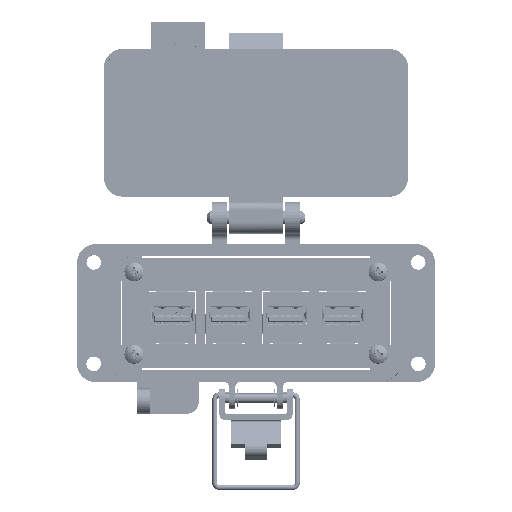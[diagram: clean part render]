
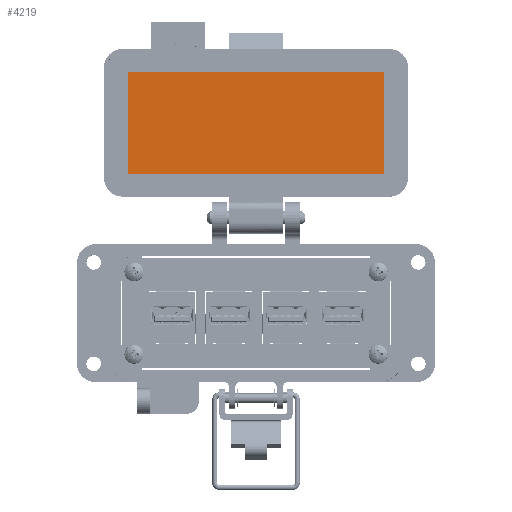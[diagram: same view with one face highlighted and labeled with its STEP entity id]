
A CAD part, top view. The second image highlights one B-rep face of the part: STEP entity #4219.
In plain terms, the highlighted planar face has unit normal (0, 0, 1).
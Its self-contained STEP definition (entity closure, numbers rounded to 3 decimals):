
#1910 = CARTESIAN_POINT ( 'NONE',  ( -8.5, 83.154, -25.55 ) ) ;
#3657 = CARTESIAN_POINT ( 'NONE',  ( 40.25, 67.154, -25.55 ) ) ;
#4219 = ADVANCED_FACE ( 'NONE', ( #64212 ), #37869, .T. ) ;
#7237 = VERTEX_POINT ( 'NONE', #59161 ) ;
#7329 = EDGE_LOOP ( 'NONE', ( #60778, #23917, #29324, #49758 ) ) ;
#10917 = LINE ( 'NONE', #17582, #51864 ) ;
#11503 = VERTEX_POINT ( 'NONE', #67306 ) ;
#14973 = CARTESIAN_POINT ( 'NONE',  ( 40.25, 51.154, -25.55 ) ) ;
#17582 = CARTESIAN_POINT ( 'NONE',  ( 42., 51.154, -25.55 ) ) ;
#19057 = CARTESIAN_POINT ( 'NONE',  ( -40.25, 51.154, -25.55 ) ) ;
#19251 = VERTEX_POINT ( 'NONE', #14973 ) ;
#20966 = VERTEX_POINT ( 'NONE', #19057 ) ;
#21934 = VECTOR ( 'NONE', #68209, 1000. ) ;
#22299 = DIRECTION ( 'NONE',  ( 1., 0., 0. ) ) ;
#23546 = EDGE_CURVE ( 'NONE', #20966, #11503, #62916, .T. ) ;
#23687 = LINE ( 'NONE', #1910, #69623 ) ;
#23917 = ORIENTED_EDGE ( 'NONE', *, *, #23546, .F. ) ;
#24750 = DIRECTION ( 'NONE',  ( 0., -1., 0. ) ) ;
#27282 = DIRECTION ( 'NONE',  ( 0., 0., 1. ) ) ;
#29324 = ORIENTED_EDGE ( 'NONE', *, *, #40963, .F. ) ;
#32585 = VECTOR ( 'NONE', #24750, 1000. ) ;
#35861 = CARTESIAN_POINT ( 'NONE',  ( -40.25, 67.154, -25.55 ) ) ;
#37869 = PLANE ( 'NONE',  #51617 ) ;
#40963 = EDGE_CURVE ( 'NONE', #19251, #20966, #10917, .T. ) ;
#48199 = DIRECTION ( 'NONE',  ( -1., 0., 0. ) ) ;
#49758 = ORIENTED_EDGE ( 'NONE', *, *, #56873, .F. ) ;
#51617 = AXIS2_PLACEMENT_3D ( 'NONE', #65618, #27282, #58941 ) ;
#51811 = LINE ( 'NONE', #3657, #32585 ) ;
#51864 = VECTOR ( 'NONE', #48199, 1000. ) ;
#56873 = EDGE_CURVE ( 'NONE', #7237, #19251, #51811, .T. ) ;
#58941 = DIRECTION ( 'NONE',  ( 0., -1., 0. ) ) ;
#59161 = CARTESIAN_POINT ( 'NONE',  ( 40.25, 83.154, -25.55 ) ) ;
#60778 = ORIENTED_EDGE ( 'NONE', *, *, #62332, .F. ) ;
#62332 = EDGE_CURVE ( 'NONE', #11503, #7237, #23687, .T. ) ;
#62916 = LINE ( 'NONE', #35861, #21934 ) ;
#64212 = FACE_OUTER_BOUND ( 'NONE', #7329, .T. ) ;
#65618 = CARTESIAN_POINT ( 'NONE',  ( -8.5, 67.154, -25.55 ) ) ;
#67306 = CARTESIAN_POINT ( 'NONE',  ( -40.25, 83.154, -25.55 ) ) ;
#68209 = DIRECTION ( 'NONE',  ( 0., 1., 0. ) ) ;
#69623 = VECTOR ( 'NONE', #22299, 1000. ) ;
